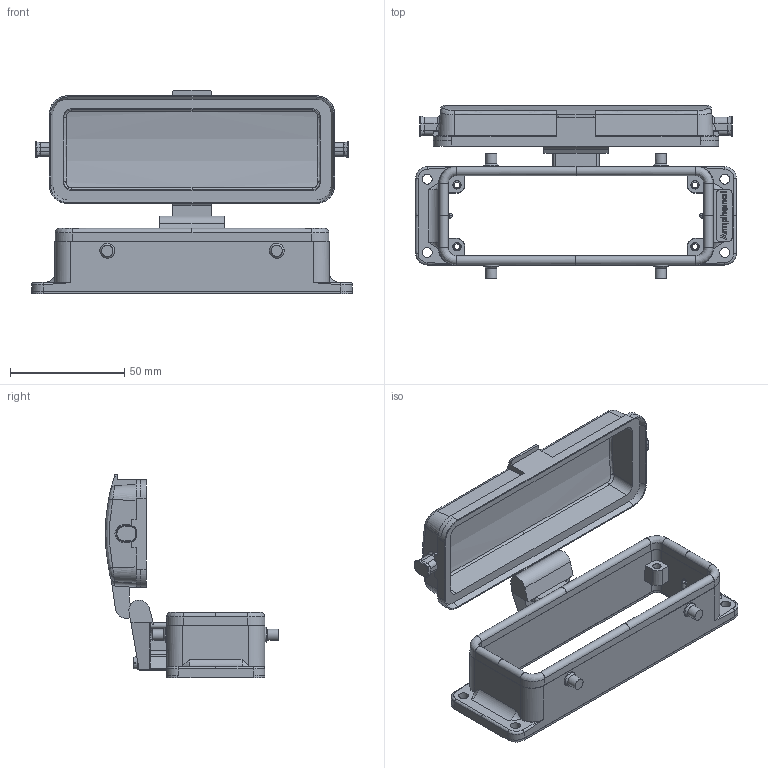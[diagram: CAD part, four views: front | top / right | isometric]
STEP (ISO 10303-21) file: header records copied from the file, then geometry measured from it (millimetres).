
FILE_DESCRIPTION(/* description */ (''),/* implementation_level */ '2;1');
FILE_NAME(/* name */ 'c146 10f024 002 1nxc001-02.stp',/* time_stamp */ '2019-09-10T11:46:28+02:00',/* author */ (''),/* organization */ (''),/* preprocessor_version */ 'ST-DEVELOPER v16.7',/* originating_system */ 'SIEMENS PLM Software NX 12.0',/* authorisation */ '');
FILE_SCHEMA (('AUTOMOTIVE_DESIGN { 1 0 10303 214 3 1 1 1 }'));
Length unit declared in the file: millimetre
Products named in the file (1): c146 10f024 002 1nxc001-02
Bounding box: 140 x 75.49 x 89.01 mm (x, y, z)
Volume: 73296.1 mm3; surface area: 46025.2 mm2
Topology: 5 solids, 5 shells, 659 faces, 1727 edges, 1094 vertices
Faces by surface type: plane 274, bspline 241, cylinder 116, cone 14, torus 8, revolution 4, sphere 2
Full cylindrical faces by diameter (mm): 2.5 x4, 4.3 x4, 4.5 x4, 4.9 x4, 5.5 x2, 6.5 x4
Entity records: 26773 total; most frequent: CARTESIAN_POINT 7869, ORIENTED_EDGE 3320, DIRECTION 2700, EDGE_CURVE 1660, VERTEX_POINT 1075, LINE 906, VECTOR 906, AXIS2_PLACEMENT_3D 895
